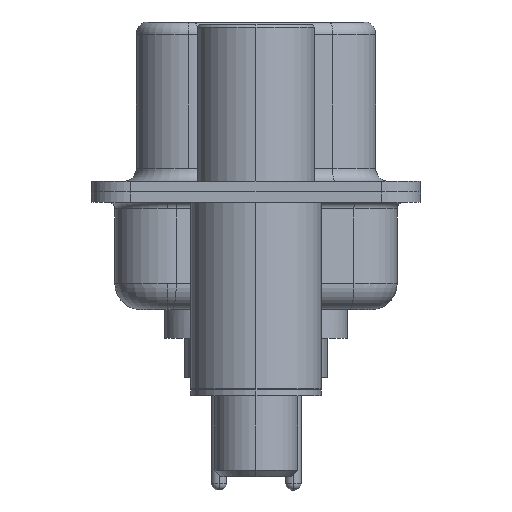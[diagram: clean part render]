
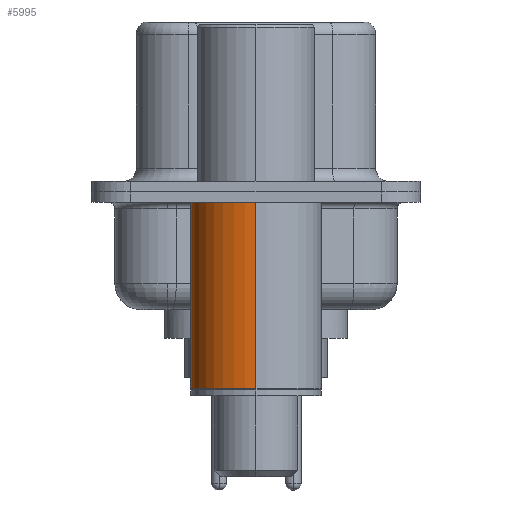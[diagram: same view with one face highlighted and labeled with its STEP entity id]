
A CAD part, left-side view. The second image highlights one B-rep face of the part: STEP entity #5995.
In plain terms, the highlighted cylindrical face has radius 2.5 mm (diameter 5 mm), a partial arc.
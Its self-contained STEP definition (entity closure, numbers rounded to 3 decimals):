
#418 = CIRCLE ( 'NONE', #21529, 2.5 ) ;
#2164 = CYLINDRICAL_SURFACE ( 'NONE', #20020, 2.5 ) ;
#4034 = ORIENTED_EDGE ( 'NONE', *, *, #8444, .F. ) ;
#4590 = LINE ( 'NONE', #15961, #9245 ) ;
#5995 = ADVANCED_FACE ( 'NONE', ( #22978 ), #2164, .T. ) ;
#6199 = DIRECTION ( 'NONE',  ( 0., 0., 1. ) ) ;
#6873 = DIRECTION ( 'NONE',  ( 0., 0., 1. ) ) ;
#7513 = VERTEX_POINT ( 'NONE', #12838 ) ;
#8205 = ORIENTED_EDGE ( 'NONE', *, *, #8284, .T. ) ;
#8284 = EDGE_CURVE ( 'NONE', #7513, #21696, #16861, .T. ) ;
#8335 = CARTESIAN_POINT ( 'NONE',  ( -2.5, 0., -0.4 ) ) ;
#8444 = EDGE_CURVE ( 'NONE', #7513, #8821, #4590, .T. ) ;
#8821 = VERTEX_POINT ( 'NONE', #23014 ) ;
#9061 = EDGE_LOOP ( 'NONE', ( #8205, #10634, #19141, #4034 ) ) ;
#9197 = VECTOR ( 'NONE', #10317, 1000. ) ;
#9245 = VECTOR ( 'NONE', #6199, 1000. ) ;
#10317 = DIRECTION ( 'NONE',  ( 0., 0., 1. ) ) ;
#10634 = ORIENTED_EDGE ( 'NONE', *, *, #24452, .T. ) ;
#11199 = CARTESIAN_POINT ( 'NONE',  ( 0., 0., 0.581 ) ) ;
#11642 = CARTESIAN_POINT ( 'NONE',  ( 0., 0., -7.525 ) ) ;
#11935 = EDGE_CURVE ( 'NONE', #8821, #24444, #418, .T. ) ;
#12035 = CARTESIAN_POINT ( 'NONE',  ( -2.5, 0., -7.525 ) ) ;
#12838 = CARTESIAN_POINT ( 'NONE',  ( 2.5, 0., -7.525 ) ) ;
#13171 = DIRECTION ( 'NONE',  ( 1., 0., 0. ) ) ;
#13591 = DIRECTION ( 'NONE',  ( 1., 0., 0. ) ) ;
#15036 = DIRECTION ( 'NONE',  ( 0., 0., 1. ) ) ;
#15961 = CARTESIAN_POINT ( 'NONE',  ( 2.5, 0., 0.581 ) ) ;
#16221 = LINE ( 'NONE', #19976, #9197 ) ;
#16861 = CIRCLE ( 'NONE', #24066, 2.5 ) ;
#18565 = CARTESIAN_POINT ( 'NONE',  ( 0., 0., -0.4 ) ) ;
#19141 = ORIENTED_EDGE ( 'NONE', *, *, #11935, .F. ) ;
#19976 = CARTESIAN_POINT ( 'NONE',  ( -2.5, 0., 0.581 ) ) ;
#20020 = AXIS2_PLACEMENT_3D ( 'NONE', #11199, #15036, #13171 ) ;
#20484 = DIRECTION ( 'NONE',  ( 1., 0., 0. ) ) ;
#21529 = AXIS2_PLACEMENT_3D ( 'NONE', #18565, #6873, #20484 ) ;
#21696 = VERTEX_POINT ( 'NONE', #12035 ) ;
#22978 = FACE_OUTER_BOUND ( 'NONE', #9061, .T. ) ;
#23014 = CARTESIAN_POINT ( 'NONE',  ( 2.5, 0., -0.4 ) ) ;
#24066 = AXIS2_PLACEMENT_3D ( 'NONE', #11642, #25220, #13591 ) ;
#24444 = VERTEX_POINT ( 'NONE', #8335 ) ;
#24452 = EDGE_CURVE ( 'NONE', #21696, #24444, #16221, .T. ) ;
#25220 = DIRECTION ( 'NONE',  ( 0., 0., 1. ) ) ;
